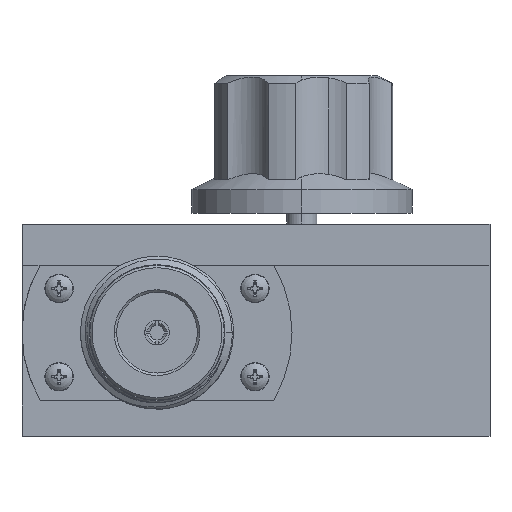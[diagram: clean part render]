
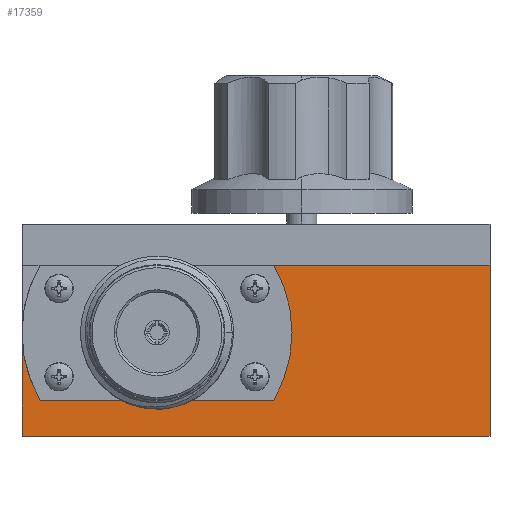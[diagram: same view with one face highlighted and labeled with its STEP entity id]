
A CAD part, left-side view. The second image highlights one B-rep face of the part: STEP entity #17359.
In plain terms, the highlighted planar face has unit normal (-1, 0, 0).
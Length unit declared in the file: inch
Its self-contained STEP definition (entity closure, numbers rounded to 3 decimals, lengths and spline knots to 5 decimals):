
#937 = CARTESIAN_POINT ( 'NONE',  ( -0.86614, 1.14173, -0.16755 ) ) ;
#1867 = EDGE_CURVE ( 'NONE', #2510, #17572, #12812, .T. ) ;
#2087 = AXIS2_PLACEMENT_3D ( 'NONE', #9935, #7229, #39079 ) ;
#2357 = LINE ( 'NONE', #27380, #23192 ) ;
#2510 = VERTEX_POINT ( 'NONE', #25628 ) ;
#2913 = AXIS2_PLACEMENT_3D ( 'NONE', #12550, #26369, #26169 ) ;
#3697 = VERTEX_POINT ( 'NONE', #30870 ) ;
#4652 = DIRECTION ( 'NONE',  ( 0., -1., 0. ) ) ;
#4802 = ORIENTED_EDGE ( 'NONE', *, *, #5997, .F. ) ;
#4898 = VERTEX_POINT ( 'NONE', #28543 ) ;
#4995 = DIRECTION ( 'NONE',  ( 0., 0., 1. ) ) ;
#5391 = VECTOR ( 'NONE', #11393, 39.37008 ) ;
#5997 = EDGE_CURVE ( 'NONE', #17572, #3697, #20368, .T. ) ;
#7229 = DIRECTION ( 'NONE',  ( -1., 0., 0. ) ) ;
#7275 = LINE ( 'NONE', #32496, #9317 ) ;
#8279 = DIRECTION ( 'NONE',  ( 0., 0., 1. ) ) ;
#8670 = VECTOR ( 'NONE', #4652, 39.37008 ) ;
#9317 = VECTOR ( 'NONE', #4995, 39.37008 ) ;
#9935 = CARTESIAN_POINT ( 'NONE',  ( -0.86614, 0.59173, -0.44314 ) ) ;
#11186 = LINE ( 'NONE', #27087, #5391 ) ;
#11311 = CARTESIAN_POINT ( 'NONE',  ( -0.86614, 1.14173, -0.86614 ) ) ;
#11393 = DIRECTION ( 'NONE',  ( 0., 1., 0. ) ) ;
#12550 = CARTESIAN_POINT ( 'NONE',  ( -0.86614, 0.59173, -0.44314 ) ) ;
#12604 = ORIENTED_EDGE ( 'NONE', *, *, #39010, .T. ) ;
#12812 = CIRCLE ( 'NONE', #2913, 0.55118 ) ;
#13621 = CARTESIAN_POINT ( 'NONE',  ( -0.86614, 1.14173, -0.47921 ) ) ;
#13789 = DIRECTION ( 'NONE',  ( -1., 0., 0. ) ) ;
#15077 = CARTESIAN_POINT ( 'NONE',  ( -0.86614, -0.76772, -0.86614 ) ) ;
#17359 = ADVANCED_FACE ( 'NONE', ( #24134 ), #23314, .T. ) ;
#17572 = VERTEX_POINT ( 'NONE', #38167 ) ;
#20160 = EDGE_CURVE ( 'NONE', #35642, #3697, #30990, .T. ) ;
#20211 = DIRECTION ( 'NONE',  ( 0., 1., 0. ) ) ;
#20368 = LINE ( 'NONE', #937, #8670 ) ;
#20977 = DIRECTION ( 'NONE',  ( 0., -1., 0. ) ) ;
#23067 = EDGE_LOOP ( 'NONE', ( #4802, #32643, #12604, #36952, #30679, #35759, #37367 ) ) ;
#23192 = VECTOR ( 'NONE', #20977, 39.37008 ) ;
#23314 = PLANE ( 'NONE',  #29394 ) ;
#24134 = FACE_OUTER_BOUND ( 'NONE', #23067, .T. ) ;
#25023 = VERTEX_POINT ( 'NONE', #34129 ) ;
#25174 = VERTEX_POINT ( 'NONE', #13621 ) ;
#25628 = CARTESIAN_POINT ( 'NONE',  ( -0.86614, 0.1144, -0.71873 ) ) ;
#26099 = EDGE_CURVE ( 'NONE', #4898, #25174, #7275, .T. ) ;
#26169 = DIRECTION ( 'NONE',  ( 0., 1., 0. ) ) ;
#26369 = DIRECTION ( 'NONE',  ( -1., 0., 0. ) ) ;
#26397 = CARTESIAN_POINT ( 'NONE',  ( -0.86614, -0.76772, -0.86614 ) ) ;
#27087 = CARTESIAN_POINT ( 'NONE',  ( -0.86614, 1.14291, -0.71873 ) ) ;
#27380 = CARTESIAN_POINT ( 'NONE',  ( -0.86614, 1.14173, -0.86614 ) ) ;
#28160 = EDGE_CURVE ( 'NONE', #25174, #25023, #31799, .T. ) ;
#28273 = VECTOR ( 'NONE', #8279, 39.37008 ) ;
#28543 = CARTESIAN_POINT ( 'NONE',  ( -0.86614, 1.14173, -0.86614 ) ) ;
#29394 = AXIS2_PLACEMENT_3D ( 'NONE', #11311, #13789, #20211 ) ;
#30679 = ORIENTED_EDGE ( 'NONE', *, *, #26099, .F. ) ;
#30870 = CARTESIAN_POINT ( 'NONE',  ( -0.86614, -0.76772, -0.16755 ) ) ;
#30990 = LINE ( 'NONE', #15077, #28273 ) ;
#31799 = CIRCLE ( 'NONE', #2087, 0.55118 ) ;
#32496 = CARTESIAN_POINT ( 'NONE',  ( -0.86614, 1.14173, -0.86614 ) ) ;
#32643 = ORIENTED_EDGE ( 'NONE', *, *, #1867, .F. ) ;
#34129 = CARTESIAN_POINT ( 'NONE',  ( -0.86614, 1.06907, -0.71873 ) ) ;
#35642 = VERTEX_POINT ( 'NONE', #26397 ) ;
#35759 = ORIENTED_EDGE ( 'NONE', *, *, #38265, .T. ) ;
#36952 = ORIENTED_EDGE ( 'NONE', *, *, #28160, .F. ) ;
#37367 = ORIENTED_EDGE ( 'NONE', *, *, #20160, .T. ) ;
#38167 = CARTESIAN_POINT ( 'NONE',  ( -0.86614, 0.1144, -0.16755 ) ) ;
#38265 = EDGE_CURVE ( 'NONE', #4898, #35642, #2357, .T. ) ;
#39010 = EDGE_CURVE ( 'NONE', #2510, #25023, #11186, .T. ) ;
#39079 = DIRECTION ( 'NONE',  ( 0., 1., 0. ) ) ;
